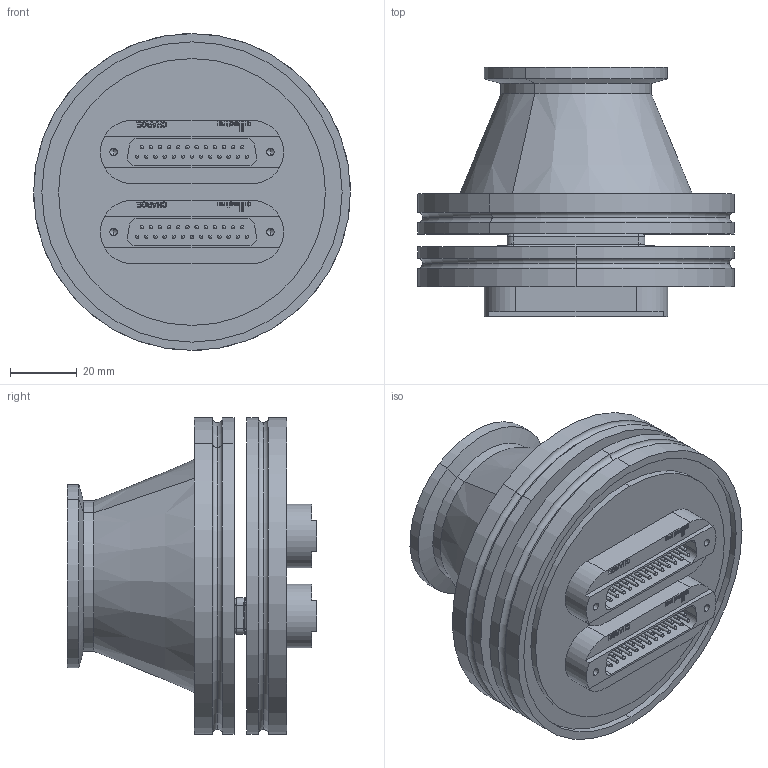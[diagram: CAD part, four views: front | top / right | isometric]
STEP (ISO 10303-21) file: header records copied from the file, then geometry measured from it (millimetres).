
FILE_DESCRIPTION (( 'STEP AP214' ), '1' );
FILE_NAME ('210-D25-ISO63-2.step', '2025-02-17T20:26:50', ( '' ), ( '' ), 'SwSTEP 2.0', 'SolidWorks 2022', '' );
FILE_SCHEMA (( 'AUTOMOTIVE_DESIGN' ));
Length unit declared in the file: millimetre
Products named in the file (8): 211-FS25-HV; 9210-D25-ISO63-2_DN063 ISO-K; 441-ISOX-KX-CR_441-ISO63-K40-CR; 9210-PIN-FENI_Pin vergoldet; 9218-D9-37-SS-V22_25pin 1mm beschr. allectra; 210-D25-ISO63-2; 211-SUB-D-CON-HSG-HV-CHECK_25pol; 218-D9-37-SS_218-D25-SS
Assembly tree (32 placements, depth 3):
  210-D25-ISO63-2
    9210-D25-ISO63-2_DN063 ISO-K
    218-D9-37-SS_218-D25-SS  x2
      9218-D9-37-SS-V22_25pin 1mm beschr. allectra
      9210-PIN-FENI_Pin vergoldet
    211-SUB-D-CON-HSG-HV-CHECK_25pol
      211-FS25-HV
    441-ISOX-KX-CR_441-ISO63-K40-CR
Bounding box: 95 x 74.8 x 95 mm (x, y, z)
Volume: 129537.2 mm3; surface area: 71696.6 mm2
Topology: 83 solids, 83 shells, 4032 faces, 11106 edges, 7370 vertices
Faces by surface type: plane 1756, cylinder 1104, bspline 929, cone 131, sphere 100, torus 12
Entity records: 182875 total; most frequent: CARTESIAN_POINT 63323, ORIENTED_EDGE 19406, DIRECTION 14282, EDGE_CURVE 9703, VERTEX_POINT 6448, VECTOR 4932, LINE 4932, AXIS2_PLACEMENT_3D 4675
